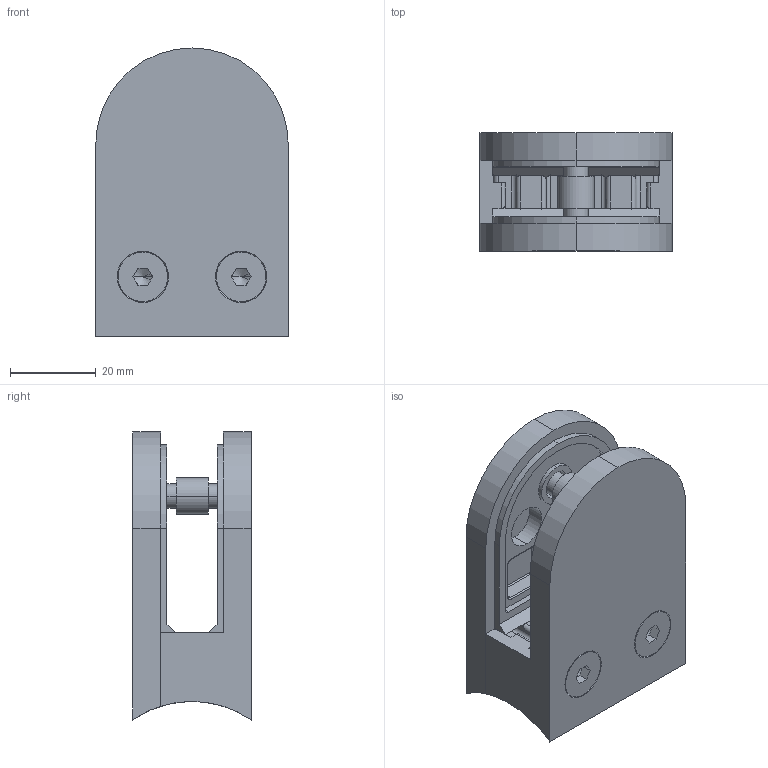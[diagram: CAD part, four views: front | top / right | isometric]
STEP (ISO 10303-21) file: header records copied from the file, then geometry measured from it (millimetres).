
FILE_DESCRIPTION (( 'STEP AP203' ), '1' );
FILE_NAME ('A-2200-048.STEP', '2024-09-06T11:08:46', ( '' ), ( '' ), 'SwSTEP 2.0', 'SolidWorks 2019', '' );
FILE_SCHEMA (( 'CONFIG_CONTROL_DESIGN' ));
Length unit declared in the file: millimetre
Products named in the file (6): A-2200-048.P3; A-2200-048.P2; A-2200-048; screw_iso_10642-m6x15-8_8; A-2200-048.P1; A-2200-048.P4
Assembly tree (6 placements, depth 2):
  A-2200-048
    A-2200-048.P1
    A-2200-048.P2
    A-2200-048.P3
    A-2200-048.P4
    screw_iso_10642-m6x15-8_8  x2
Bounding box: 45 x 27.7 x 67.37 mm (x, y, z)
Volume: 38192.2 mm3; surface area: 22018.3 mm2
Topology: 6 solids, 6 shells, 419 faces, 1021 edges, 614 vertices
Faces by surface type: cylinder 189, plane 142, bspline 34, torus 32, cone 20, sphere 2
Entity records: 13168 total; most frequent: CARTESIAN_POINT 3297, DIRECTION 2005, ORIENTED_EDGE 1902, EDGE_CURVE 951, AXIS2_PLACEMENT_3D 755, VERTEX_POINT 583, LINE 495, VECTOR 495
